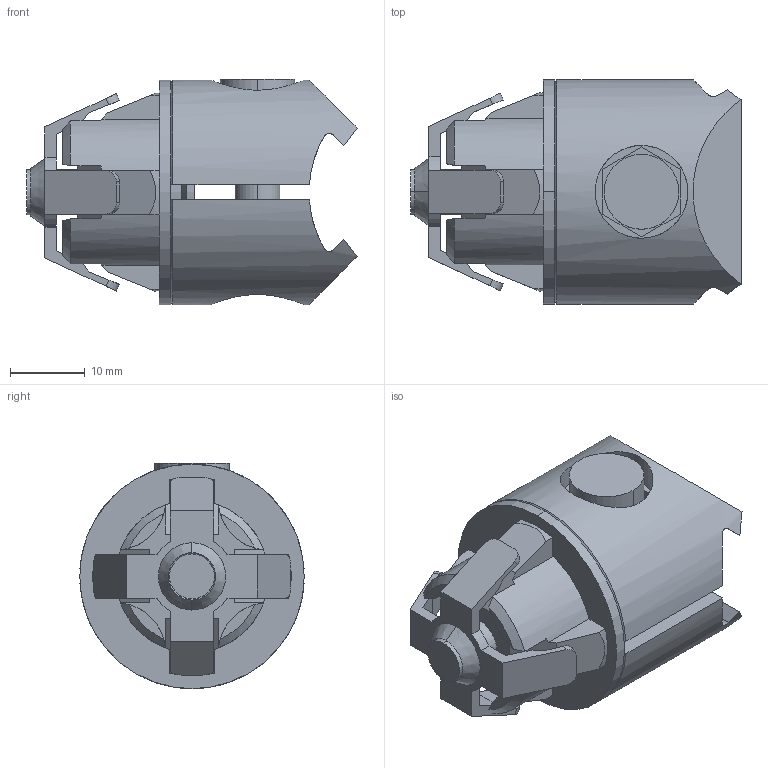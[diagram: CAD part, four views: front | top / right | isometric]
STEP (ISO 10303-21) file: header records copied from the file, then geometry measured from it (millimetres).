
FILE_DESCRIPTION (( 'STEP AP203' ), '1' );
FILE_NAME ('10.01.49.00047.step', '2022-11-07T19:12:14', ( '' ), ( '' ), 'SwSTEP 2.0', 'SolidWorks 2021', '' );
FILE_SCHEMA (( 'CONFIG_CONTROL_DESIGN' ));
Length unit declared in the file: millimetre
Products named in the file (1): 10.01.49.00047
Bounding box: 44.1 x 30 x 30.1 mm (x, y, z)
Volume: 18010.1 mm3; surface area: 11524 mm2
Topology: 8 solids, 8 shells, 200 faces, 499 edges, 326 vertices
Faces by surface type: plane 109, cylinder 73, cone 18
Entity records: 6701 total; most frequent: CARTESIAN_POINT 1853, ORIENTED_EDGE 998, DIRECTION 979, EDGE_CURVE 499, AXIS2_PLACEMENT_3D 334, VERTEX_POINT 326, LINE 311, VECTOR 311
